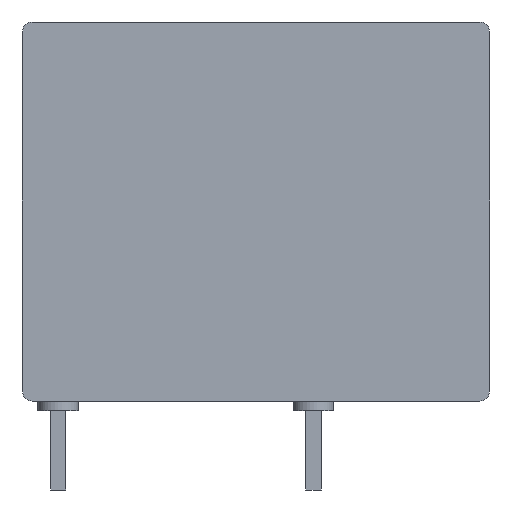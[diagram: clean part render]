
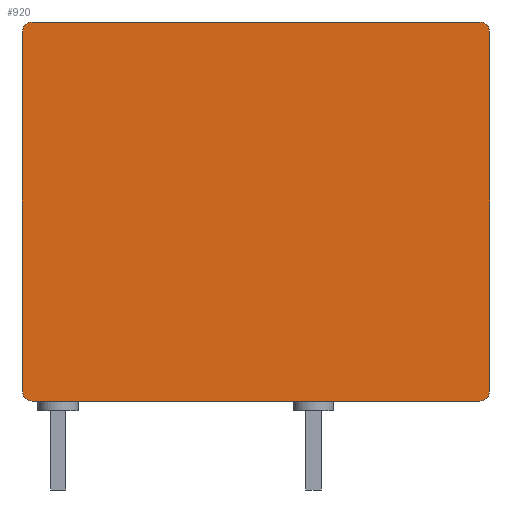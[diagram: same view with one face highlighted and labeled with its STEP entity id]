
A CAD part, left-side view. The second image highlights one B-rep face of the part: STEP entity #920.
In plain terms, the highlighted planar face has unit normal (-1, 0, 0).
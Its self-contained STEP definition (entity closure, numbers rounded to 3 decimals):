
#190 = VERTEX_POINT('',#191);
#191 = CARTESIAN_POINT('',(-6.55,1.35,0.));
#197 = EDGE_CURVE('',#190,#198,#200,.T.);
#198 = VERTEX_POINT('',#199);
#199 = CARTESIAN_POINT('',(-6.55,-21.8,0.));
#200 = LINE('',#201,#202);
#201 = CARTESIAN_POINT('',(-6.55,1.85,0.));
#202 = VECTOR('',#203,1.);
#203 = DIRECTION('',(0.,-1.,0.));
#219 = EDGE_CURVE('',#198,#220,#222,.T.);
#220 = VERTEX_POINT('',#221);
#221 = CARTESIAN_POINT('',(-6.55,-22.3,0.5));
#222 = CIRCLE('',#223,0.5);
#223 = AXIS2_PLACEMENT_3D('',#224,#225,#226);
#224 = CARTESIAN_POINT('',(-6.55,-21.8,0.5));
#225 = DIRECTION('',(-1.,0.,-0.));
#226 = DIRECTION('',(-0.,0.,1.));
#246 = EDGE_CURVE('',#247,#190,#249,.T.);
#247 = VERTEX_POINT('',#248);
#248 = CARTESIAN_POINT('',(-6.55,1.85,0.5));
#249 = CIRCLE('',#250,0.5);
#250 = AXIS2_PLACEMENT_3D('',#251,#252,#253);
#251 = CARTESIAN_POINT('',(-6.55,1.35,0.5));
#252 = DIRECTION('',(-1.,0.,0.));
#253 = DIRECTION('',(0.,0.,-1.));
#269 = EDGE_CURVE('',#220,#270,#272,.T.);
#270 = VERTEX_POINT('',#271);
#271 = CARTESIAN_POINT('',(-6.55,-22.3,19.1));
#272 = LINE('',#273,#274);
#273 = CARTESIAN_POINT('',(-6.55,-22.3,0.));
#274 = VECTOR('',#275,1.);
#275 = DIRECTION('',(0.,0.,1.));
#835 = VERTEX_POINT('',#836);
#836 = CARTESIAN_POINT('',(-6.55,1.85,19.1));
#842 = EDGE_CURVE('',#247,#835,#843,.T.);
#843 = LINE('',#844,#845);
#844 = CARTESIAN_POINT('',(-6.55,1.85,0.));
#845 = VECTOR('',#846,1.);
#846 = DIRECTION('',(0.,0.,1.));
#857 = EDGE_CURVE('',#858,#270,#860,.T.);
#858 = VERTEX_POINT('',#859);
#859 = CARTESIAN_POINT('',(-6.55,-21.8,19.6));
#860 = CIRCLE('',#861,0.5);
#861 = AXIS2_PLACEMENT_3D('',#862,#863,#864);
#862 = CARTESIAN_POINT('',(-6.55,-21.8,19.1));
#863 = DIRECTION('',(1.,0.,0.));
#864 = DIRECTION('',(-0.,0.,1.));
#884 = VERTEX_POINT('',#885);
#885 = CARTESIAN_POINT('',(-6.55,1.35,19.6));
#891 = EDGE_CURVE('',#835,#884,#892,.T.);
#892 = CIRCLE('',#893,0.5);
#893 = AXIS2_PLACEMENT_3D('',#894,#895,#896);
#894 = CARTESIAN_POINT('',(-6.55,1.35,19.1));
#895 = DIRECTION('',(1.,-0.,0.));
#896 = DIRECTION('',(0.,0.,-1.));
#909 = EDGE_CURVE('',#884,#858,#910,.T.);
#910 = LINE('',#911,#912);
#911 = CARTESIAN_POINT('',(-6.55,1.85,19.6));
#912 = VECTOR('',#913,1.);
#913 = DIRECTION('',(0.,-1.,0.));
#920 = ADVANCED_FACE('',(#921),#931,.F.);
#921 = FACE_BOUND('',#922,.F.);
#922 = EDGE_LOOP('',(#923,#924,#925,#926,#927,#928,#929,#930));
#923 = ORIENTED_EDGE('',*,*,#197,.F.);
#924 = ORIENTED_EDGE('',*,*,#246,.F.);
#925 = ORIENTED_EDGE('',*,*,#842,.T.);
#926 = ORIENTED_EDGE('',*,*,#891,.T.);
#927 = ORIENTED_EDGE('',*,*,#909,.T.);
#928 = ORIENTED_EDGE('',*,*,#857,.T.);
#929 = ORIENTED_EDGE('',*,*,#269,.F.);
#930 = ORIENTED_EDGE('',*,*,#219,.F.);
#931 = PLANE('',#932);
#932 = AXIS2_PLACEMENT_3D('',#933,#934,#935);
#933 = CARTESIAN_POINT('',(-6.55,1.85,0.));
#934 = DIRECTION('',(1.,0.,-0.));
#935 = DIRECTION('',(0.,-1.,0.));
